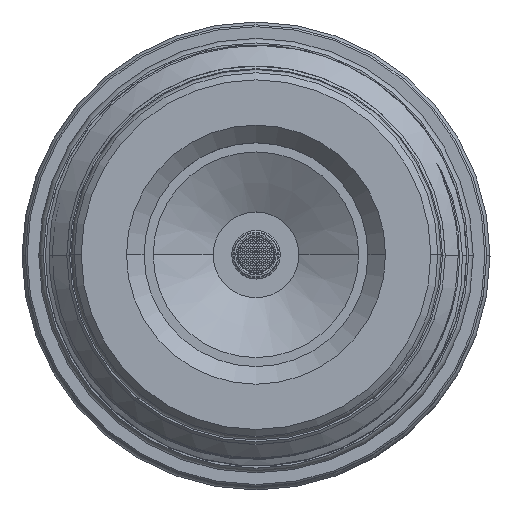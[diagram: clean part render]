
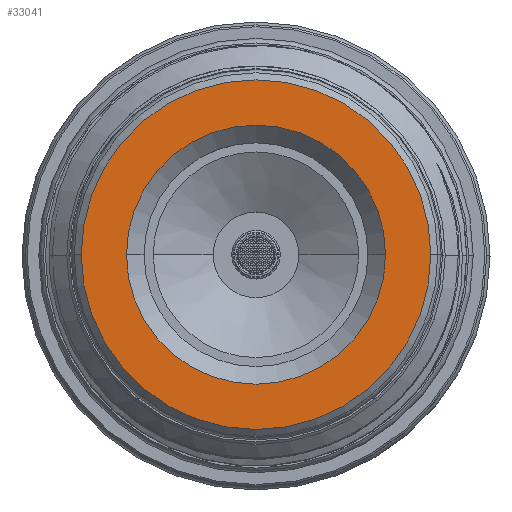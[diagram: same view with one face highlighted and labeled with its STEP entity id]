
A CAD part, top view. The second image highlights one B-rep face of the part: STEP entity #33041.
In plain terms, the highlighted planar face has unit normal (0, 0, 1).
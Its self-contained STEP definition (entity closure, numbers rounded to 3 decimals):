
#667 = DIRECTION ( 'NONE',  ( -1., 0., 0. ) ) ;
#1852 = EDGE_CURVE ( 'NONE', #56623, #57326, #4237, .T. ) ;
#4237 = CIRCLE ( 'NONE', #56674, 14.7 ) ;
#4961 = CARTESIAN_POINT ( 'NONE',  ( 0., 0., 89.528 ) ) ;
#5555 = CIRCLE ( 'NONE', #43849, 19.84 ) ;
#6068 = CARTESIAN_POINT ( 'NONE',  ( -14.7, 0., 89.528 ) ) ;
#6301 = CARTESIAN_POINT ( 'NONE',  ( 19.84, 0., 89.528 ) ) ;
#7167 = DIRECTION ( 'NONE',  ( -1., 0., 0. ) ) ;
#10142 = EDGE_CURVE ( 'NONE', #40437, #16841, #5555, .T. ) ;
#10575 = CIRCLE ( 'NONE', #16350, 19.84 ) ;
#11394 = DIRECTION ( 'NONE',  ( 0., 0., -1. ) ) ;
#13026 = FACE_OUTER_BOUND ( 'NONE', #43805, .T. ) ;
#14318 = AXIS2_PLACEMENT_3D ( 'NONE', #4961, #28528, #40872 ) ;
#16299 = DIRECTION ( 'NONE',  ( -1., 0., 0. ) ) ;
#16350 = AXIS2_PLACEMENT_3D ( 'NONE', #20409, #11394, #16299 ) ;
#16841 = VERTEX_POINT ( 'NONE', #6301 ) ;
#17242 = ORIENTED_EDGE ( 'NONE', *, *, #10142, .F. ) ;
#20409 = CARTESIAN_POINT ( 'NONE',  ( 0., 0., 89.528 ) ) ;
#20788 = CARTESIAN_POINT ( 'NONE',  ( 0., 0., 89.528 ) ) ;
#21667 = CARTESIAN_POINT ( 'NONE',  ( 0., 0., 89.528 ) ) ;
#22076 = DIRECTION ( 'NONE',  ( 0., 0., -1. ) ) ;
#28528 = DIRECTION ( 'NONE',  ( 0., 0., -1. ) ) ;
#30682 = DIRECTION ( 'NONE',  ( 0., 0., -1. ) ) ;
#32868 = CARTESIAN_POINT ( 'NONE',  ( 0., 0., 89.528 ) ) ;
#33041 = ADVANCED_FACE ( 'NONE', ( #51282, #13026 ), #60751, .F. ) ;
#40437 = VERTEX_POINT ( 'NONE', #54893 ) ;
#40872 = DIRECTION ( 'NONE',  ( -1., 0., 0. ) ) ;
#43805 = EDGE_LOOP ( 'NONE', ( #17242, #48517 ) ) ;
#43849 = AXIS2_PLACEMENT_3D ( 'NONE', #20788, #30682, #53886 ) ;
#44381 = EDGE_LOOP ( 'NONE', ( #45855, #52833 ) ) ;
#45363 = CARTESIAN_POINT ( 'NONE',  ( 14.7, 0., 89.528 ) ) ;
#45855 = ORIENTED_EDGE ( 'NONE', *, *, #1852, .T. ) ;
#48517 = ORIENTED_EDGE ( 'NONE', *, *, #59694, .F. ) ;
#51282 = FACE_BOUND ( 'NONE', #44381, .T. ) ;
#52833 = ORIENTED_EDGE ( 'NONE', *, *, #60322, .T. ) ;
#53886 = DIRECTION ( 'NONE',  ( -1., 0., 0. ) ) ;
#54893 = CARTESIAN_POINT ( 'NONE',  ( -19.84, 0., 89.528 ) ) ;
#55312 = AXIS2_PLACEMENT_3D ( 'NONE', #32868, #56454, #667 ) ;
#55331 = CIRCLE ( 'NONE', #55312, 14.7 ) ;
#56454 = DIRECTION ( 'NONE',  ( 0., 0., -1. ) ) ;
#56623 = VERTEX_POINT ( 'NONE', #45363 ) ;
#56674 = AXIS2_PLACEMENT_3D ( 'NONE', #21667, #22076, #7167 ) ;
#57326 = VERTEX_POINT ( 'NONE', #6068 ) ;
#59694 = EDGE_CURVE ( 'NONE', #16841, #40437, #10575, .T. ) ;
#60322 = EDGE_CURVE ( 'NONE', #57326, #56623, #55331, .T. ) ;
#60751 = PLANE ( 'NONE',  #14318 ) ;
